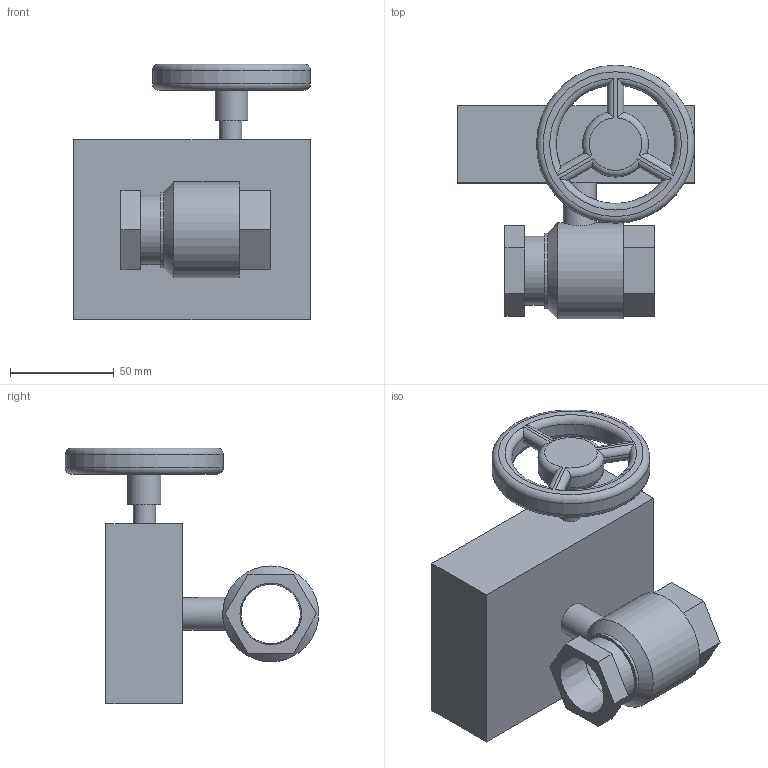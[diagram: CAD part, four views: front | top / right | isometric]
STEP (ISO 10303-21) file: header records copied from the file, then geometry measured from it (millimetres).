
FILE_DESCRIPTION(/* description */ (''),/* implementation_level */ '2;1');
FILE_NAME(/* name */ '728 THREADED-1.sat.stp',/* time_stamp */ '2017-08-29T12:15:32+06:00',/* author */ ('kkamble'),/* organization */ (''),/* preprocessor_version */ 'ST-DEVELOPER v15.6',/* originating_system */ 'Autodesk Inventor 2015',/* authorisation */ '');
FILE_SCHEMA (('AUTOMOTIVE_DESIGN { 1 0 10303 214 3 1 1 }'));
Length unit declared in the file: inch
Products named in the file (1): 728 THREADED
Bounding box: 114.3 x 122.17 x 123.44 mm (x, y, z)
Volume: 464540.9 mm3; surface area: 66270.2 mm2
Topology: 1 solids, 1 shells, 73 faces, 177 edges, 113 vertices
Faces by surface type: plane 38, cylinder 22, torus 10, cone 3
Full cylindrical faces by diameter (mm): 10.922 x1, 15.875 x2, 28.575 x1, 31.75 x1, 33.401 x1, 36.449 x1, 46.228 x1, 57.15 x1, 76.2 x1
Entity records: 2250 total; most frequent: CARTESIAN_POINT 629, DIRECTION 318, ORIENTED_EDGE 304, EDGE_CURVE 152, AXIS2_PLACEMENT_3D 117, EDGE_LOOP 106, VERTEX_POINT 106, LINE 84
